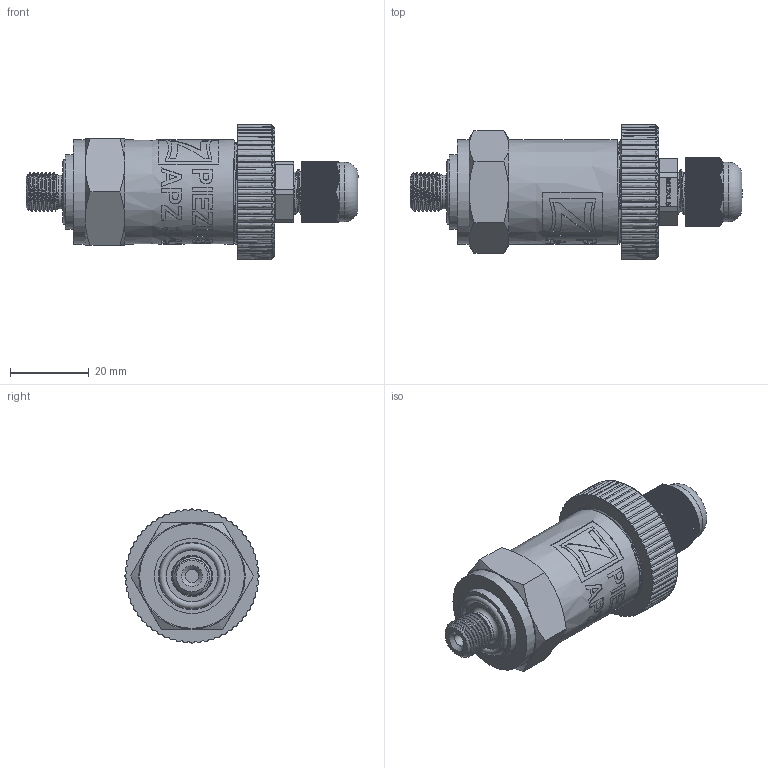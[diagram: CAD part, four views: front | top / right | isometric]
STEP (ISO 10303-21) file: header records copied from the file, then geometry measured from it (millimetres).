
FILE_DESCRIPTION(/* description */ (''),/* implementation_level */ '2;1');
FILE_NAME(/* name */ 'APZ3420_M10x1DIN_CableGland.step',/* time_stamp */ '2021-06-18T15:25:08+03:00',/* author */ (''),/* organization */ (''),/* preprocessor_version */ 'ST-DEVELOPER v18.1',/* originating_system */ 'Autodesk Translation Framework v10.9.0.1377',/* authorisation */ '');
FILE_SCHEMA (('AUTOMOTIVE_DESIGN { 1 0 10303 214 3 1 1 }'));
Products named in the file (8): APZ3420_; M10x1 DIN; OMAL nut M27x1.5; Ш100.000.001; M12x1.5 Cable gland; Cable gland; Rubber gasket; M12 Domed nut
Assembly tree (7 placements, depth 3):
  APZ3420_
    M10x1 DIN
    OMAL nut M27x1.5
    Ш100.000.001
    M12x1.5 Cable gland
      Cable gland
      Rubber gasket
      M12 Domed nut
Bounding box: 84.16 x 34 x 34 mm (x, y, z)
Volume: 36424 mm3; surface area: 16394.9 mm2
Topology: 7 solids, 7 shells, 2696 faces, 7908 edges, 5273 vertices
Faces by surface type: plane 1482, cylinder 754, bspline 396, cone 55, torus 8, sphere 1
Full cylindrical faces by diameter (mm): 1 x6, 3.3 x1, 7.5 x1, 8 x1, 8.5 x1, 8.744 x4, 9.884 x3, 9.976 x5, 10 x6, 10.376 x4, 10.526 x3, 11.6 x4, 12 x5, 12.203 x3, 12.6 x1, 13.5 x1, 15 x1, 16.7 x1, 17 x1, 19 x1, 21.4 x2, 22.3 x1, 22.4 x1, 24.5 x1, 25.132 x4, 25.526 x4, 27.208 x5
Entity records: 113423 total; most frequent: CARTESIAN_POINT 44943, ORIENTED_EDGE 15816, DIRECTION 12320, EDGE_CURVE 7908, VERTEX_POINT 5273, LINE 4276, VECTOR 4276, AXIS2_PLACEMENT_3D 4022
